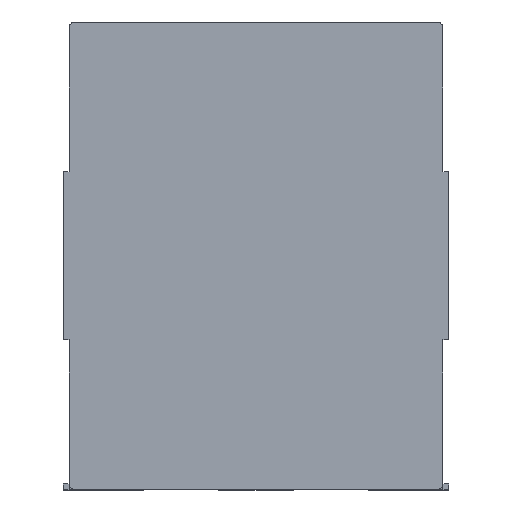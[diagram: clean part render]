
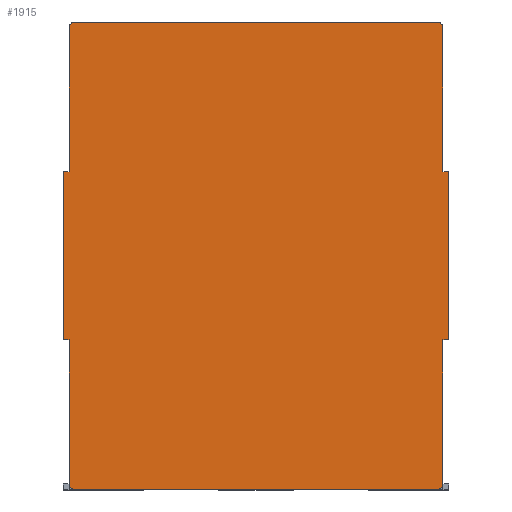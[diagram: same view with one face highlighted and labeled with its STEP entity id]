
A CAD part, top view. The second image highlights one B-rep face of the part: STEP entity #1915.
In plain terms, the highlighted planar face has unit normal (0, 0, 1).
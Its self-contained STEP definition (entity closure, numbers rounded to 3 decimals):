
#140=PLANE('',#2108);
#231=FACE_OUTER_BOUND('',#382,.T.);
#382=EDGE_LOOP('',(#1772,#1773,#1774,#1775,#1776,#1777,#1778,#1779,#1780,
#1781,#1782,#1783,#1784,#1785,#1786,#1787));
#534=LINE('',#3083,#721);
#548=LINE('',#3119,#735);
#552=LINE('',#3129,#739);
#555=LINE('',#3138,#742);
#557=LINE('',#3141,#744);
#558=LINE('',#3144,#745);
#560=LINE('',#3148,#747);
#562=LINE('',#3151,#749);
#563=LINE('',#3154,#750);
#565=LINE('',#3158,#752);
#567=LINE('',#3162,#754);
#569=LINE('',#3165,#756);
#721=VECTOR('',#2554,10.);
#735=VECTOR('',#2582,10.);
#739=VECTOR('',#2592,10.);
#742=VECTOR('',#2601,10.);
#744=VECTOR('',#2605,10.);
#745=VECTOR('',#2608,10.);
#747=VECTOR('',#2612,10.);
#749=VECTOR('',#2616,10.);
#750=VECTOR('',#2619,10.);
#752=VECTOR('',#2623,10.);
#754=VECTOR('',#2627,10.);
#756=VECTOR('',#2631,10.);
#824=CIRCLE('',#2085,3.);
#828=CIRCLE('',#2092,3.);
#829=CIRCLE('',#2095,3.);
#830=CIRCLE('',#2098,3.);
#975=VERTEX_POINT('',#3073);
#976=VERTEX_POINT('',#3075);
#978=VERTEX_POINT('',#3081);
#992=VERTEX_POINT('',#3113);
#993=VERTEX_POINT('',#3117);
#994=VERTEX_POINT('',#3121);
#995=VERTEX_POINT('',#3122);
#996=VERTEX_POINT('',#3127);
#997=VERTEX_POINT('',#3131);
#998=VERTEX_POINT('',#3133);
#999=VERTEX_POINT('',#3137);
#1000=VERTEX_POINT('',#3143);
#1001=VERTEX_POINT('',#3147);
#1002=VERTEX_POINT('',#3153);
#1003=VERTEX_POINT('',#3157);
#1004=VERTEX_POINT('',#3161);
#1220=EDGE_CURVE('',#975,#976,#824,.T.);
#1224=EDGE_CURVE('',#978,#975,#534,.T.);
#1239=EDGE_CURVE('',#992,#978,#828,.T.);
#1242=EDGE_CURVE('',#992,#993,#548,.T.);
#1243=EDGE_CURVE('',#994,#995,#829,.T.);
#1247=EDGE_CURVE('',#996,#994,#552,.T.);
#1249=EDGE_CURVE('',#997,#998,#830,.T.);
#1251=EDGE_CURVE('',#999,#998,#555,.T.);
#1253=EDGE_CURVE('',#995,#997,#557,.T.);
#1254=EDGE_CURVE('',#1000,#993,#558,.T.);
#1256=EDGE_CURVE('',#1000,#1001,#560,.T.);
#1258=EDGE_CURVE('',#1001,#999,#562,.T.);
#1259=EDGE_CURVE('',#996,#1002,#563,.T.);
#1261=EDGE_CURVE('',#1002,#1003,#565,.T.);
#1263=EDGE_CURVE('',#1004,#1003,#567,.T.);
#1265=EDGE_CURVE('',#1004,#976,#569,.T.);
#1772=ORIENTED_EDGE('',*,*,#1220,.F.);
#1773=ORIENTED_EDGE('',*,*,#1224,.F.);
#1774=ORIENTED_EDGE('',*,*,#1239,.F.);
#1775=ORIENTED_EDGE('',*,*,#1242,.T.);
#1776=ORIENTED_EDGE('',*,*,#1254,.F.);
#1777=ORIENTED_EDGE('',*,*,#1256,.T.);
#1778=ORIENTED_EDGE('',*,*,#1258,.T.);
#1779=ORIENTED_EDGE('',*,*,#1251,.T.);
#1780=ORIENTED_EDGE('',*,*,#1249,.F.);
#1781=ORIENTED_EDGE('',*,*,#1253,.F.);
#1782=ORIENTED_EDGE('',*,*,#1243,.F.);
#1783=ORIENTED_EDGE('',*,*,#1247,.F.);
#1784=ORIENTED_EDGE('',*,*,#1259,.T.);
#1785=ORIENTED_EDGE('',*,*,#1261,.T.);
#1786=ORIENTED_EDGE('',*,*,#1263,.F.);
#1787=ORIENTED_EDGE('',*,*,#1265,.T.);
#1915=ADVANCED_FACE('',(#231),#140,.T.);
#2085=AXIS2_PLACEMENT_3D('',#3076,#2547,#2548);
#2092=AXIS2_PLACEMENT_3D('',#3114,#2576,#2577);
#2095=AXIS2_PLACEMENT_3D('',#3123,#2585,#2586);
#2098=AXIS2_PLACEMENT_3D('',#3134,#2596,#2597);
#2108=AXIS2_PLACEMENT_3D('',#3166,#2632,#2633);
#2547=DIRECTION('center_axis',(0.,0.,-1.));
#2548=DIRECTION('ref_axis',(0.707,0.707,0.));
#2554=DIRECTION('',(1.,0.,0.));
#2576=DIRECTION('center_axis',(0.,0.,-1.));
#2577=DIRECTION('ref_axis',(-0.707,0.707,0.));
#2582=DIRECTION('',(0.,-1.,0.));
#2585=DIRECTION('center_axis',(0.,0.,-1.));
#2586=DIRECTION('ref_axis',(0.707,-0.707,0.));
#2592=DIRECTION('',(0.,-1.,0.));
#2596=DIRECTION('center_axis',(0.,0.,-1.));
#2597=DIRECTION('ref_axis',(-0.707,-0.707,0.));
#2601=DIRECTION('',(0.,-1.,0.));
#2605=DIRECTION('',(-1.,0.,0.));
#2608=DIRECTION('',(1.,0.,0.));
#2612=DIRECTION('',(0.,-1.,0.));
#2616=DIRECTION('',(1.,0.,0.));
#2619=DIRECTION('',(1.,0.,0.));
#2623=DIRECTION('',(0.,1.,0.));
#2627=DIRECTION('',(1.,0.,0.));
#2631=DIRECTION('',(0.,1.,0.));
#2632=DIRECTION('center_axis',(0.,0.,1.));
#2633=DIRECTION('ref_axis',(-1.,0.,0.));
#3073=CARTESIAN_POINT('',(290.,253.,203.));
#3075=CARTESIAN_POINT('',(293.,250.,203.));
#3076=CARTESIAN_POINT('Origin',(290.,250.,203.));
#3081=CARTESIAN_POINT('',(96.,253.,203.));
#3083=CARTESIAN_POINT('',(143.,253.,203.));
#3113=CARTESIAN_POINT('',(93.,250.,203.));
#3114=CARTESIAN_POINT('Origin',(96.,250.,203.));
#3117=CARTESIAN_POINT('',(93.,173.,203.));
#3119=CARTESIAN_POINT('',(93.,256.,203.));
#3121=CARTESIAN_POINT('',(293.,6.,203.));
#3122=CARTESIAN_POINT('',(290.,3.,203.));
#3123=CARTESIAN_POINT('Origin',(290.,6.,203.));
#3127=CARTESIAN_POINT('',(293.,83.,203.));
#3129=CARTESIAN_POINT('',(293.,256.,203.));
#3131=CARTESIAN_POINT('',(96.,3.,203.));
#3133=CARTESIAN_POINT('',(93.,6.,203.));
#3134=CARTESIAN_POINT('Origin',(96.,6.,203.));
#3137=CARTESIAN_POINT('',(93.,83.,203.));
#3138=CARTESIAN_POINT('',(93.,256.,203.));
#3141=CARTESIAN_POINT('',(243.,3.,203.));
#3143=CARTESIAN_POINT('',(90.,173.,203.));
#3144=CARTESIAN_POINT('',(90.,173.,203.));
#3147=CARTESIAN_POINT('',(90.,83.,203.));
#3148=CARTESIAN_POINT('',(90.,256.,203.));
#3151=CARTESIAN_POINT('',(90.,83.,203.));
#3153=CARTESIAN_POINT('',(296.,83.,203.));
#3154=CARTESIAN_POINT('',(293.,83.,203.));
#3157=CARTESIAN_POINT('',(296.,173.,203.));
#3158=CARTESIAN_POINT('',(296.,0.,203.));
#3161=CARTESIAN_POINT('',(293.,173.,203.));
#3162=CARTESIAN_POINT('',(293.,173.,203.));
#3165=CARTESIAN_POINT('',(293.,250.,203.));
#3166=CARTESIAN_POINT('Origin',(193.,254.5,203.));
